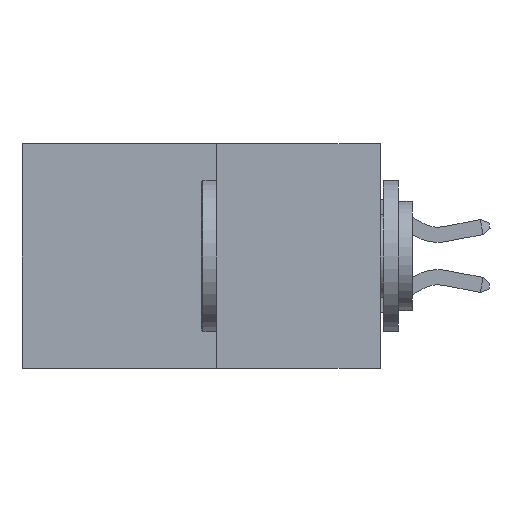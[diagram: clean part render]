
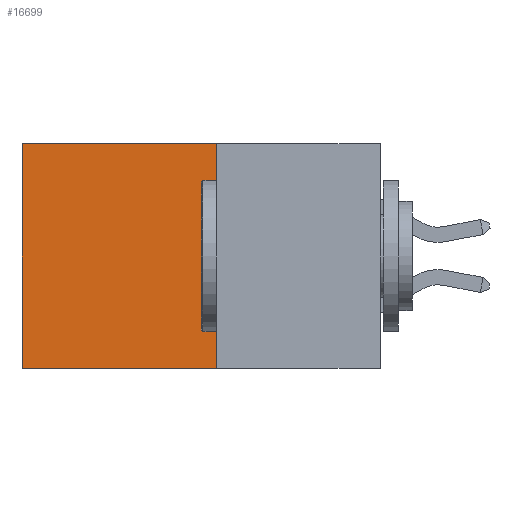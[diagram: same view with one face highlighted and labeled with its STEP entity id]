
A CAD part, left-side view. The second image highlights one B-rep face of the part: STEP entity #16699.
In plain terms, the highlighted planar face has unit normal (-1, 0, 0).
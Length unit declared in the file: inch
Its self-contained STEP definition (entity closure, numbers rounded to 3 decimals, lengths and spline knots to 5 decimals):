
#359 = CARTESIAN_POINT ( 'NONE',  ( 0.277, 0.59, 0. ) ) ;
#762 = DIRECTION ( 'NONE',  ( 0., 0., -1. ) ) ;
#1108 = VERTEX_POINT ( 'NONE', #3025 ) ;
#2644 = ORIENTED_EDGE ( 'NONE', *, *, #6858, .T. ) ;
#3025 = CARTESIAN_POINT ( 'NONE',  ( 0.277, 0.27, -0.37 ) ) ;
#4070 = CARTESIAN_POINT ( 'NONE',  ( 0.277, 0.27, -0.37 ) ) ;
#5247 = VERTEX_POINT ( 'NONE', #7871 ) ;
#6511 = CARTESIAN_POINT ( 'NONE',  ( 0.277, 0.27, -0.37 ) ) ;
#6858 = EDGE_CURVE ( 'NONE', #8119, #24627, #20961, .T. ) ;
#7360 = EDGE_LOOP ( 'NONE', ( #22030, #26518, #22360, #2644 ) ) ;
#7403 = VECTOR ( 'NONE', #26006, 39.37008 ) ;
#7871 = CARTESIAN_POINT ( 'NONE',  ( 0.277, 0.59, -0.37 ) ) ;
#8119 = VERTEX_POINT ( 'NONE', #16300 ) ;
#8724 = EDGE_CURVE ( 'NONE', #1108, #5247, #21209, .T. ) ;
#10059 = VECTOR ( 'NONE', #21570, 39.37008 ) ;
#12939 = DIRECTION ( 'NONE',  ( 0., 1., 0. ) ) ;
#13053 = LINE ( 'NONE', #17745, #7403 ) ;
#13388 = CARTESIAN_POINT ( 'NONE',  ( 0.277, 0.27, -0.37 ) ) ;
#13483 = DIRECTION ( 'NONE',  ( 1., 0., 0. ) ) ;
#13778 = EDGE_CURVE ( 'NONE', #24627, #5247, #13053, .T. ) ;
#14961 = VECTOR ( 'NONE', #12939, 39.37008 ) ;
#15146 = AXIS2_PLACEMENT_3D ( 'NONE', #13388, #13483, #762 ) ;
#15224 = FACE_OUTER_BOUND ( 'NONE', #7360, .T. ) ;
#16300 = CARTESIAN_POINT ( 'NONE',  ( 0.277, 0.27, 0. ) ) ;
#16699 = ADVANCED_FACE ( 'NONE', ( #15224 ), #23903, .F. ) ;
#17126 = EDGE_CURVE ( 'NONE', #8119, #1108, #22075, .T. ) ;
#17745 = CARTESIAN_POINT ( 'NONE',  ( 0.277, 0.59, -0.37 ) ) ;
#19965 = CARTESIAN_POINT ( 'NONE',  ( 0.277, 0.27, 0. ) ) ;
#20812 = VECTOR ( 'NONE', #21024, 39.37008 ) ;
#20961 = LINE ( 'NONE', #19965, #10059 ) ;
#21024 = DIRECTION ( 'NONE',  ( 0., 0., -1. ) ) ;
#21209 = LINE ( 'NONE', #6511, #14961 ) ;
#21570 = DIRECTION ( 'NONE',  ( 0., 1., 0. ) ) ;
#22030 = ORIENTED_EDGE ( 'NONE', *, *, #13778, .T. ) ;
#22075 = LINE ( 'NONE', #4070, #20812 ) ;
#22360 = ORIENTED_EDGE ( 'NONE', *, *, #17126, .F. ) ;
#23903 = PLANE ( 'NONE',  #15146 ) ;
#24627 = VERTEX_POINT ( 'NONE', #359 ) ;
#26006 = DIRECTION ( 'NONE',  ( 0., 0., -1. ) ) ;
#26518 = ORIENTED_EDGE ( 'NONE', *, *, #8724, .F. ) ;
